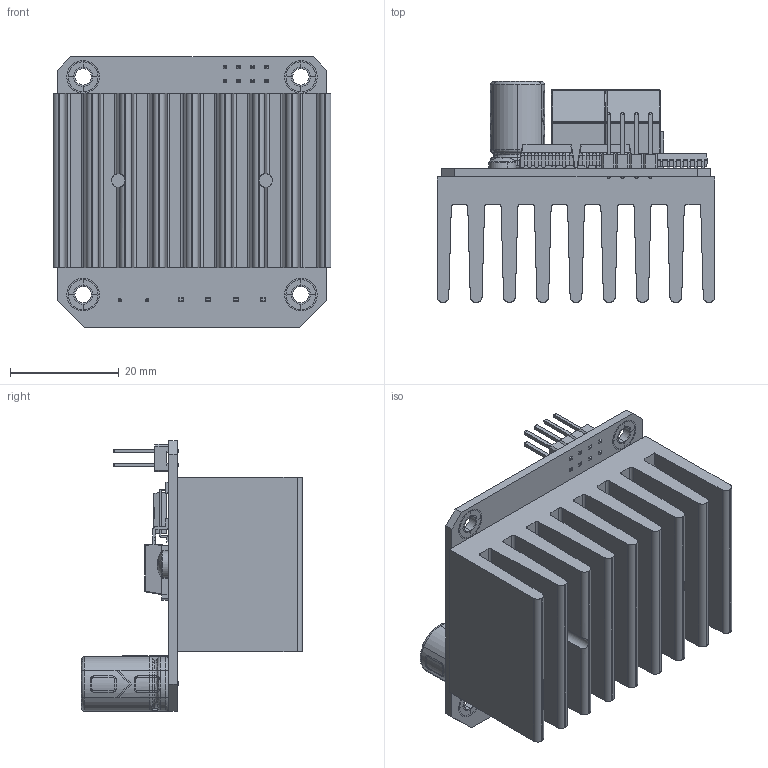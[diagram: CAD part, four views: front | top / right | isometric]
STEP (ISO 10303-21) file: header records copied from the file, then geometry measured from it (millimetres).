
FILE_DESCRIPTION (( 'STEP AP214' ), '1' );
FILE_NAME ('IBT-2 (Single).STEP', '2019-11-22T22:12:38', ( '' ), ( '' ), 'SwSTEP 2.0', 'SolidWorks 2019', '' );
FILE_SCHEMA (( 'AUTOMOTIVE_DESIGN' ));
Length unit declared in the file: millimetre
Products named in the file (18): SSOP (Pin).STEP; R GENERIC_R 0805 2012; Header THV P2.54 (Plastic)_2 ROW; Header THV P2.54 (Pin)_P2.54 (Long); IBT-2 (HS); SO 20P.STEP; C GENERIC_C 0603 1608 H(0.8); EC 10x16 P5 D0.6.step; SSOP (Plastic).STEP; pan cross head_am_B18.6.7M - M2.5 x 0.45 x 6 Type I Cross Recessed PHMS --6N; IBT-2 (PCB); SOT263-7.STEP; TO263 (Plastic).STEP; Header THV P2.54 (Generic)_Pin Header THV P2.54 D0.9 (02x04); TBLOCK (Generic)_TBLOCK 01x02; TO263 (Pin).STEP; IBT-2 (Single)
Assembly tree (69 placements, depth 3):
  IBT-2 (Single)
    IBT-2 (PCB)
    IBT-2 (HS)
    EC 10x16 P5 D0.6.step
    SOT263-7.STEP
      TO263 (Plastic).STEP
      TO263 (Pin).STEP  x7
    SOT263-7.STEP
      TO263 (Plastic).STEP
      TO263 (Pin).STEP  x7
    R GENERIC_R 0805 2012  x8
    SO 20P.STEP
      SSOP (Plastic).STEP
      SSOP (Pin).STEP  x20
    C GENERIC_C 0603 1608 H(0.8)
    TBLOCK (Generic)_TBLOCK 01x02  x2
    Header THV P2.54 (Generic)_Pin Header THV P2.54 D0.9 (02x04)
      Header THV P2.54 (Plastic)_2 ROW  x4
      Header THV P2.54 (Pin)_P2.54 (Long)  x8
    pan cross head_am_B18.6.7M - M2.5 x 0.45 x 6 Type I Cross Recessed PHMS --6N  x2
Bounding box: 51 x 40.6 x 49.7 mm (x, y, z)
Volume: 29933.2 mm3; surface area: 25478.4 mm2
Topology: 65 solids, 65 shells, 2064 faces, 5118 edges, 3123 vertices
Faces by surface type: plane 1114, cylinder 736, sphere 116, torus 92, cone 4, bspline 2
Entity records: 27142 total; most frequent: CARTESIAN_POINT 5437, DIRECTION 3741, ORIENTED_EDGE 3564, EDGE_CURVE 1782, AXIS2_PLACEMENT_3D 1376, VERTEX_POINT 1110, VECTOR 989, LINE 989
